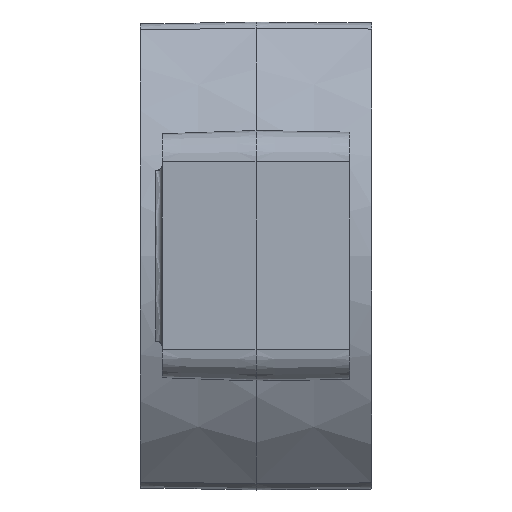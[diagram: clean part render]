
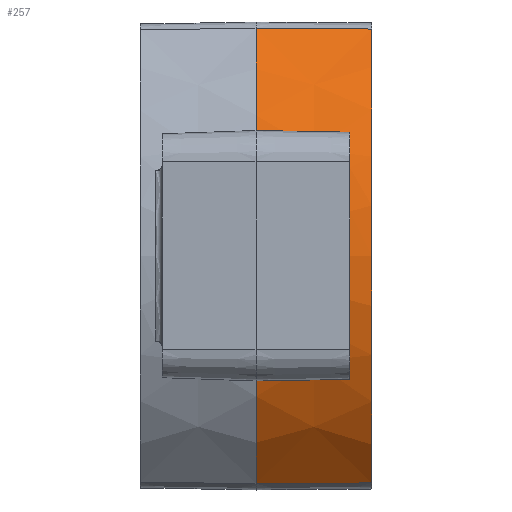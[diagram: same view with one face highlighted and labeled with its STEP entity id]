
A CAD part, top view. The second image highlights one B-rep face of the part: STEP entity #257.
In plain terms, the highlighted conical face has half-angle 0.5 degrees and reference radius 11.989 mm.
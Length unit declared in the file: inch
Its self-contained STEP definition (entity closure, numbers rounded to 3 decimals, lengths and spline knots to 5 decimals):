
#127=CONICAL_SURFACE('',#1951,0.47203,0.5);
#149=ELLIPSE('',#1947,44.68801,0.67544);
#150=ELLIPSE('',#1949,44.68801,0.67544);
#167=CIRCLE('',#1867,0.47203);
#169=CIRCLE('',#1869,0.47203);
#190=CIRCLE('',#1948,0.47082);
#191=CIRCLE('',#1950,0.47054);
#257=ADVANCED_FACE('',(#414),#127,.T.);
#414=FACE_OUTER_BOUND('',#514,.T.);
#514=EDGE_LOOP('',(#1105,#1106,#1107,#1108,#1109,#1110,#1111,#1112));
#645=LINE('',#3194,#775);
#646=LINE('',#3198,#776);
#775=VECTOR('',#2279,1.);
#776=VECTOR('',#2282,1.);
#1105=ORIENTED_EDGE('',*,*,#1682,.F.);
#1106=ORIENTED_EDGE('',*,*,#1683,.T.);
#1107=ORIENTED_EDGE('',*,*,#1684,.T.);
#1108=ORIENTED_EDGE('',*,*,#1533,.T.);
#1109=ORIENTED_EDGE('',*,*,#1685,.T.);
#1110=ORIENTED_EDGE('',*,*,#1686,.T.);
#1111=ORIENTED_EDGE('',*,*,#1687,.F.);
#1112=ORIENTED_EDGE('',*,*,#1529,.T.);
#1359=VERTEX_POINT('',#2508);
#1360=VERTEX_POINT('',#2510);
#1363=VERTEX_POINT('',#2516);
#1364=VERTEX_POINT('',#2518);
#1463=VERTEX_POINT('',#3190);
#1464=VERTEX_POINT('',#3192);
#1465=VERTEX_POINT('',#3195);
#1466=VERTEX_POINT('',#3197);
#1529=EDGE_CURVE('',#1360,#1359,#167,.T.);
#1533=EDGE_CURVE('',#1364,#1363,#169,.T.);
#1682=EDGE_CURVE('',#1463,#1359,#149,.T.);
#1683=EDGE_CURVE('',#1463,#1464,#190,.T.);
#1684=EDGE_CURVE('',#1464,#1364,#150,.T.);
#1685=EDGE_CURVE('',#1363,#1465,#645,.T.);
#1686=EDGE_CURVE('',#1465,#1466,#191,.T.);
#1687=EDGE_CURVE('',#1360,#1466,#646,.T.);
#1867=AXIS2_PLACEMENT_3D('',#2509,#2034,#2035);
#1869=AXIS2_PLACEMENT_3D('',#2517,#2040,#2041);
#1947=AXIS2_PLACEMENT_3D('',#3189,#2273,#2274);
#1948=AXIS2_PLACEMENT_3D('',#3191,#2275,#2276);
#1949=AXIS2_PLACEMENT_3D('',#3193,#2277,#2278);
#1950=AXIS2_PLACEMENT_3D('',#3196,#2280,#2281);
#1951=AXIS2_PLACEMENT_3D('',#3199,#2283,#2284);
#2034=DIRECTION('',(1.,0.,0.));
#2035=DIRECTION('',(0.,0.,-1.));
#2040=DIRECTION('',(1.,0.,0.));
#2041=DIRECTION('',(0.,0.,-1.));
#2273=DIRECTION('',(-0.017,-0.707,0.707));
#2274=DIRECTION('',(-1.,0.012,-0.012));
#2275=DIRECTION('',(1.,0.,0.));
#2276=DIRECTION('',(0.,0.,1.));
#2277=DIRECTION('',(0.017,-0.707,-0.707));
#2278=DIRECTION('',(-1.,-0.012,-0.012));
#2279=DIRECTION('',(1.,0.006,-0.006));
#2280=DIRECTION('',(-1.,0.,0.));
#2281=DIRECTION('',(0.,-1.,0.));
#2282=DIRECTION('',(1.,-0.006,-0.006));
#2283=DIRECTION('',(-1.,0.,0.));
#2284=DIRECTION('',(0.,0.,-1.));
#2508=CARTESIAN_POINT('',(-0.65638,0.13335,0.4528));
#2509=CARTESIAN_POINT('',(-0.65638,0.,0.));
#2510=CARTESIAN_POINT('',(-0.65638,0.33549,0.33205));
#2516=CARTESIAN_POINT('',(-0.65638,-0.33549,0.33205));
#2517=CARTESIAN_POINT('',(-0.65638,0.,0.));
#2518=CARTESIAN_POINT('',(-0.65638,-0.13335,0.4528));
#3189=CARTESIAN_POINT('',(-35.93642,0.27572,-0.27572));
#3190=CARTESIAN_POINT('',(-0.51804,0.12973,0.4526));
#3191=CARTESIAN_POINT('',(-0.51804,0.,0.));
#3192=CARTESIAN_POINT('',(-0.51804,-0.12973,0.4526));
#3193=CARTESIAN_POINT('',(-35.93642,-0.27572,-0.27572));
#3194=CARTESIAN_POINT('',(3.08826,-0.31227,0.30906));
#3195=CARTESIAN_POINT('',(-0.48576,-0.33443,0.331));
#3196=CARTESIAN_POINT('',(-0.48576,0.,0.));
#3197=CARTESIAN_POINT('',(-0.48576,0.33443,0.331));
#3198=CARTESIAN_POINT('',(3.08826,0.31227,0.30906));
#3199=CARTESIAN_POINT('',(-0.65638,0.,0.));
